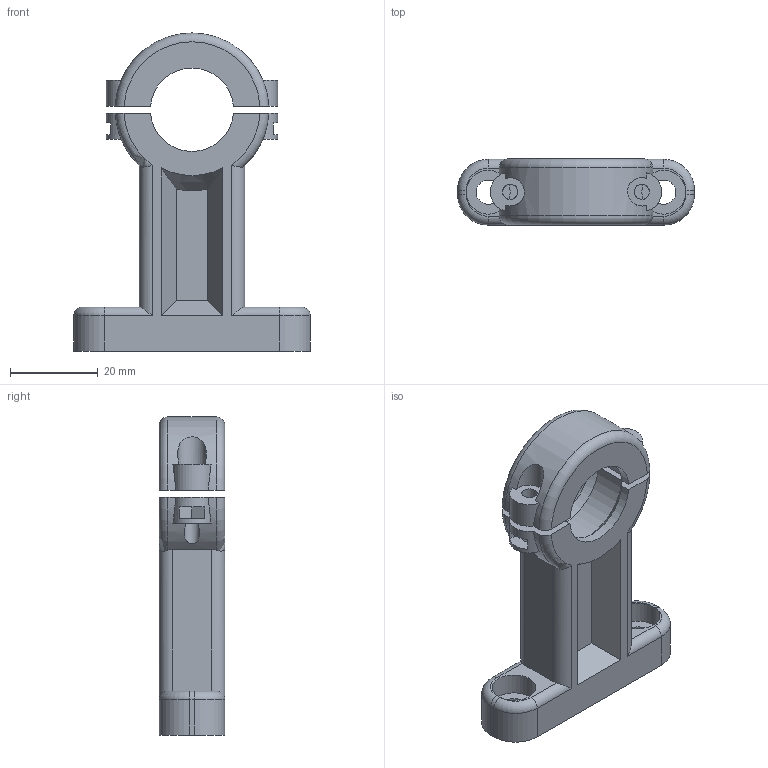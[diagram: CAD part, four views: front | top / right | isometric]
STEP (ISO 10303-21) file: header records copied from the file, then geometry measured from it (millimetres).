
FILE_DESCRIPTION(/* description */ (''),/* implementation_level */ '2;1');
FILE_NAME(/* name */ 'Untitled.stp',/* time_stamp */ '2014-11-29T16:31:53-08:00',/* author */ (''),/* organization */ (''),/* preprocessor_version */ 'ST-DEVELOPER v14.6',/* originating_system */ '',/* authorisation */ '');
FILE_SCHEMA (('AUTOMOTIVE_DESIGN { 1 2 10303 214 1 1 1 1 }'));
Length unit declared in the file: centimetre
Products named in the file (1): 1234-K789
Bounding box: 54 x 15 x 72.5 mm (x, y, z)
Volume: 21700.6 mm3; surface area: 9889.7 mm2
Topology: 2 solids, 2 shells, 96 faces, 262 edges, 172 vertices
Faces by surface type: plane 41, cylinder 39, torus 10, cone 6
Full cylindrical faces by diameter (mm): 3.5 x6, 5.5 x2, 10 x2
Entity records: 3253 total; most frequent: CARTESIAN_POINT 868, ORIENTED_EDGE 492, DIRECTION 482, EDGE_CURVE 246, AXIS2_PLACEMENT_3D 183, VERTEX_POINT 166, EDGE_LOOP 124, LINE 116
